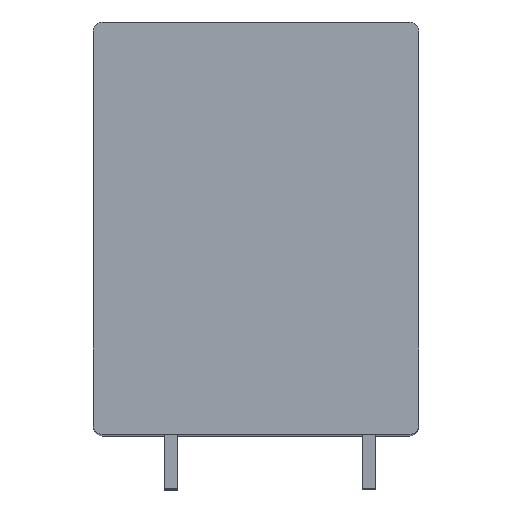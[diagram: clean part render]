
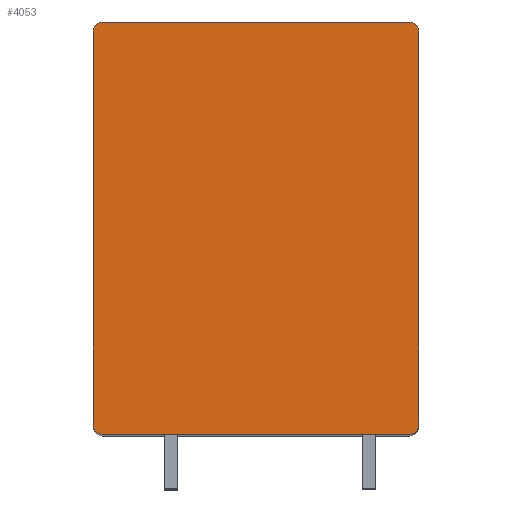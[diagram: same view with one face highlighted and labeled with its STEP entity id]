
A CAD part, top view. The second image highlights one B-rep face of the part: STEP entity #4053.
In plain terms, the highlighted planar face has unit normal (0, 0, 1).
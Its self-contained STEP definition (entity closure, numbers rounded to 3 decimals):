
#397=CARTESIAN_POINT('',(11.65,14.95,5.));
#398=DIRECTION('',(0.,0.,1.));
#399=DIRECTION('',(1.,0.,0.));
#400=AXIS2_PLACEMENT_3D('',#397,#398,#399);
#402=DIRECTION('',(0.,1.,0.));
#403=VECTOR('',#402,29.9);
#404=CARTESIAN_POINT('',(12.35,-14.95,5.));
#405=LINE('',#404,#403);
#406=CARTESIAN_POINT('',(11.65,-14.95,5.));
#407=DIRECTION('',(0.,0.,1.));
#408=DIRECTION('',(0.,-1.,0.));
#409=AXIS2_PLACEMENT_3D('',#406,#407,#408);
#411=DIRECTION('',(1.,0.,0.));
#412=VECTOR('',#411,23.3);
#413=CARTESIAN_POINT('',(-11.65,-15.65,5.));
#414=LINE('',#413,#412);
#415=CARTESIAN_POINT('',(-11.65,-14.95,5.));
#416=DIRECTION('',(0.,0.,1.));
#417=DIRECTION('',(-1.,0.,0.));
#418=AXIS2_PLACEMENT_3D('',#415,#416,#417);
#420=DIRECTION('',(0.,-1.,0.));
#421=VECTOR('',#420,29.9);
#422=CARTESIAN_POINT('',(-12.35,14.95,5.));
#423=LINE('',#422,#421);
#424=CARTESIAN_POINT('',(-11.65,14.95,5.));
#425=DIRECTION('',(0.,0.,1.));
#426=DIRECTION('',(0.,1.,0.));
#427=AXIS2_PLACEMENT_3D('',#424,#425,#426);
#429=DIRECTION('',(-1.,0.,0.));
#430=VECTOR('',#429,23.3);
#431=CARTESIAN_POINT('',(11.65,15.65,5.));
#432=LINE('',#431,#430);
#2909=CARTESIAN_POINT('',(12.35,14.95,5.));
#2910=VERTEX_POINT('',#2909);
#2911=CARTESIAN_POINT('',(11.65,15.65,5.));
#2912=VERTEX_POINT('',#2911);
#2917=CARTESIAN_POINT('',(11.65,-15.65,5.));
#2918=VERTEX_POINT('',#2917);
#2919=CARTESIAN_POINT('',(12.35,-14.95,5.));
#2920=VERTEX_POINT('',#2919);
#2925=CARTESIAN_POINT('',(-12.35,-14.95,5.));
#2926=VERTEX_POINT('',#2925);
#2927=CARTESIAN_POINT('',(-11.65,-15.65,5.));
#2928=VERTEX_POINT('',#2927);
#2933=CARTESIAN_POINT('',(-11.65,15.65,5.));
#2934=CARTESIAN_POINT('',(-12.35,14.95,5.));
#2935=VERTEX_POINT('',#2933);
#2936=VERTEX_POINT('',#2934);
#4037=CARTESIAN_POINT('',(0.,0.,5.));
#4038=DIRECTION('',(0.,0.,1.));
#4039=DIRECTION('',(1.,0.,0.));
#4040=AXIS2_PLACEMENT_3D('',#4037,#4038,#4039);
#4041=PLANE('',#4040);
#4042=ORIENTED_EDGE('',*,*,#3736,.F.);
#4043=ORIENTED_EDGE('',*,*,#3752,.F.);
#4044=ORIENTED_EDGE('',*,*,#3765,.F.);
#4045=ORIENTED_EDGE('',*,*,#3780,.F.);
#4046=ORIENTED_EDGE('',*,*,#4003,.F.);
#4047=ORIENTED_EDGE('',*,*,#4018,.F.);
#4048=ORIENTED_EDGE('',*,*,#4028,.F.);
#4050=ORIENTED_EDGE('',*,*,#4049,.F.);
#4051=EDGE_LOOP('',(#4042,#4043,#4044,#4045,#4046,#4047,#4048,#4050));
#4052=FACE_OUTER_BOUND('',#4051,.F.);
#4053=ADVANCED_FACE('',(#4052),#4041,.T.);
#401=CIRCLE('',#400,0.7);
#410=CIRCLE('',#409,0.7);
#419=CIRCLE('',#418,0.7);
#428=CIRCLE('',#427,0.7);
#3736=EDGE_CURVE('',#2910,#2912,#401,.T.);
#3752=EDGE_CURVE('',#2920,#2910,#405,.T.);
#3765=EDGE_CURVE('',#2918,#2920,#410,.T.);
#3780=EDGE_CURVE('',#2928,#2918,#414,.T.);
#4003=EDGE_CURVE('',#2926,#2928,#419,.T.);
#4018=EDGE_CURVE('',#2936,#2926,#423,.T.);
#4028=EDGE_CURVE('',#2935,#2936,#428,.T.);
#4049=EDGE_CURVE('',#2912,#2935,#432,.T.);
